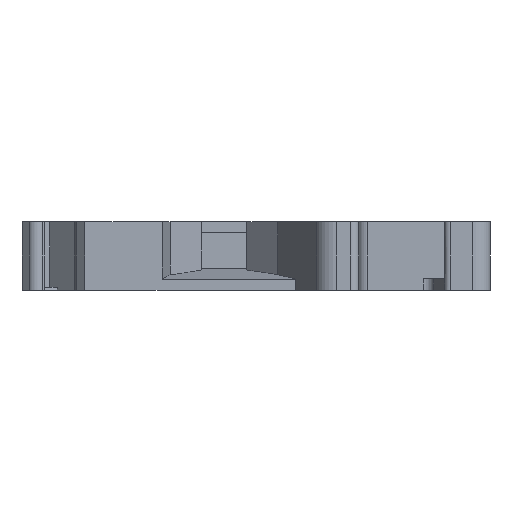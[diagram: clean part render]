
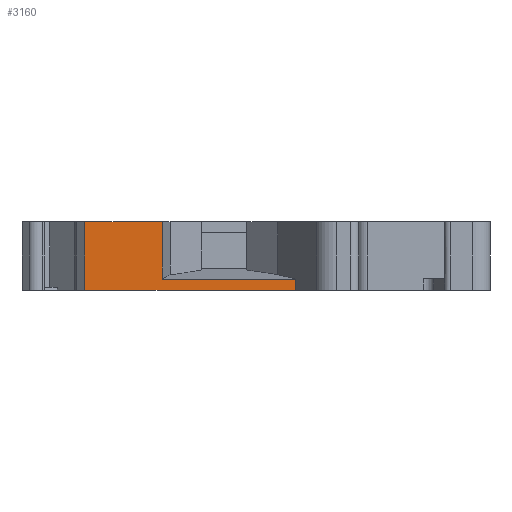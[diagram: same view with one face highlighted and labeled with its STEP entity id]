
A CAD part, left-side view. The second image highlights one B-rep face of the part: STEP entity #3160.
In plain terms, the highlighted planar face has unit normal (-1, 0, 0).
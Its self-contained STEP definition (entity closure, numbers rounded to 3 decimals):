
#818=ORIENTED_EDGE('',*,*,#1459,.T.);
#819=ORIENTED_EDGE('',*,*,#1456,.T.);
#820=ORIENTED_EDGE('',*,*,#1419,.F.);
#821=ORIENTED_EDGE('',*,*,#1460,.T.);
#822=ORIENTED_EDGE('',*,*,#1381,.T.);
#823=ORIENTED_EDGE('',*,*,#1455,.F.);
#1381=EDGE_CURVE('',#1751,#1750,#2087,.T.);
#1419=EDGE_CURVE('',#1782,#1783,#2121,.T.);
#1455=EDGE_CURVE('',#1813,#1750,#2155,.T.);
#1456=EDGE_CURVE('',#1814,#1783,#2156,.T.);
#1459=EDGE_CURVE('',#1813,#1814,#2159,.F.);
#1460=EDGE_CURVE('',#1782,#1751,#2160,.T.);
#1750=VERTEX_POINT('',#4974);
#1751=VERTEX_POINT('',#4976);
#1782=VERTEX_POINT('',#5049);
#1783=VERTEX_POINT('',#5051);
#1813=VERTEX_POINT('',#5119);
#1814=VERTEX_POINT('',#5123);
#2087=LINE('',#4975,#2472);
#2121=LINE('',#5050,#2506);
#2155=LINE('',#5120,#2540);
#2156=LINE('',#5122,#2541);
#2159=LINE('',#5128,#2544);
#2160=LINE('',#5129,#2545);
#2472=VECTOR('',#4047,1000.);
#2506=VECTOR('',#4099,1000.);
#2540=VECTOR('',#4143,1000.);
#2541=VECTOR('',#4146,1000.);
#2544=VECTOR('',#4151,1000.);
#2545=VECTOR('',#4152,1000.);
#2707=EDGE_LOOP('',(#818,#819,#820,#821,#822,#823));
#2873=FACE_BOUND('',#2707,.T.);
#3007=PLANE('',#3405);
#3160=ADVANCED_FACE('',(#2873),#3007,.F.);
#3405=AXIS2_PLACEMENT_3D('',#5127,#4149,#4150);
#4047=DIRECTION('',(0.,-1.,0.));
#4099=DIRECTION('',(0.,-1.,0.));
#4143=DIRECTION('',(0.,0.,-1.));
#4146=DIRECTION('',(0.,0.,1.));
#4149=DIRECTION('',(1.,0.,0.));
#4150=DIRECTION('',(0.,0.,-1.));
#4151=DIRECTION('',(0.,-1.,0.));
#4152=DIRECTION('',(0.,0.,-1.));
#4974=CARTESIAN_POINT('',(-18.25,-3.454,0.));
#4975=CARTESIAN_POINT('',(-18.25,15.,0.));
#4976=CARTESIAN_POINT('',(-18.25,15.,0.));
#5049=CARTESIAN_POINT('',(-18.25,15.,6.));
#5050=CARTESIAN_POINT('',(-18.25,15.,6.));
#5051=CARTESIAN_POINT('',(-18.25,8.201,6.));
#5119=CARTESIAN_POINT('',(-18.25,-3.454,0.979));
#5120=CARTESIAN_POINT('',(-18.25,-3.454,6.));
#5122=CARTESIAN_POINT('',(-18.25,8.201,1.9));
#5123=CARTESIAN_POINT('',(-18.25,8.201,0.979));
#5127=CARTESIAN_POINT('',(-18.25,15.,6.));
#5128=CARTESIAN_POINT('',(-18.25,15.,0.979));
#5129=CARTESIAN_POINT('',(-18.25,15.,6.));
